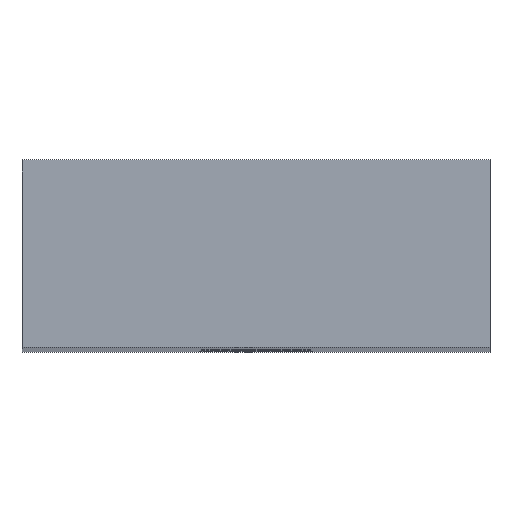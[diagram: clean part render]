
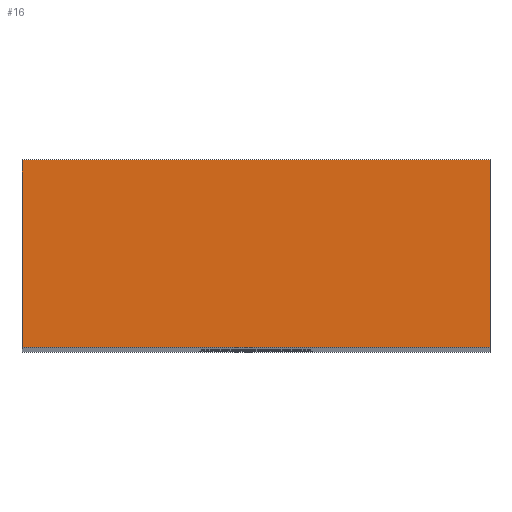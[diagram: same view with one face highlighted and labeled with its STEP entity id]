
A CAD part, top view. The second image highlights one B-rep face of the part: STEP entity #16.
In plain terms, the highlighted planar face has unit normal (0, 0, 1).
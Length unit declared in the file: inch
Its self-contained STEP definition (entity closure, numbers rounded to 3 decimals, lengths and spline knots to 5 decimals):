
#16 = ADVANCED_FACE ( 'NONE', ( #322 ), #203, .F. ) ;
#30 = VERTEX_POINT ( 'NONE', #64 ) ;
#62 = VERTEX_POINT ( 'NONE', #224 ) ;
#64 = CARTESIAN_POINT ( 'NONE',  ( 0.25, -0.1, 0. ) ) ;
#92 = CARTESIAN_POINT ( 'NONE',  ( 0.25, -0.1, 0. ) ) ;
#93 = DIRECTION ( 'NONE',  ( 0., -1., 0. ) ) ;
#114 = CARTESIAN_POINT ( 'NONE',  ( 0.25, 0.1, 0. ) ) ;
#132 = VERTEX_POINT ( 'NONE', #137 ) ;
#137 = CARTESIAN_POINT ( 'NONE',  ( -0.25, -0.1, 0. ) ) ;
#138 = DIRECTION ( 'NONE',  ( -1., 0., 0. ) ) ;
#142 = DIRECTION ( 'NONE',  ( 0., 0., -1. ) ) ;
#158 = DIRECTION ( 'NONE',  ( -1., 0., 0. ) ) ;
#159 = CARTESIAN_POINT ( 'NONE',  ( 0.25, 0.1, 0. ) ) ;
#165 = VERTEX_POINT ( 'NONE', #114 ) ;
#174 = DIRECTION ( 'NONE',  ( 0., 1., 0. ) ) ;
#187 = CARTESIAN_POINT ( 'NONE',  ( -0.25, 0.1, 0. ) ) ;
#200 = CARTESIAN_POINT ( 'NONE',  ( 0.25, 0.1, 0. ) ) ;
#202 = DIRECTION ( 'NONE',  ( 1., 0., 0. ) ) ;
#203 = PLANE ( 'NONE',  #515 ) ;
#206 = CARTESIAN_POINT ( 'NONE',  ( -0.25, -0.1, 0. ) ) ;
#224 = CARTESIAN_POINT ( 'NONE',  ( -0.25, 0.1, 0. ) ) ;
#260 = VECTOR ( 'NONE', #158, 39.37008 ) ;
#261 = LINE ( 'NONE', #159, #260 ) ;
#277 = LINE ( 'NONE', #200, #281 ) ;
#281 = VECTOR ( 'NONE', #174, 39.37008 ) ;
#301 = VECTOR ( 'NONE', #202, 39.37008 ) ;
#303 = LINE ( 'NONE', #187, #305 ) ;
#305 = VECTOR ( 'NONE', #93, 39.37008 ) ;
#308 = LINE ( 'NONE', #92, #301 ) ;
#322 = FACE_OUTER_BOUND ( 'NONE', #362, .T. ) ;
#362 = EDGE_LOOP ( 'NONE', ( #390, #422, #434, #424 ) ) ;
#390 = ORIENTED_EDGE ( 'NONE', *, *, #457, .T. ) ;
#422 = ORIENTED_EDGE ( 'NONE', *, *, #458, .T. ) ;
#424 = ORIENTED_EDGE ( 'NONE', *, *, #525, .T. ) ;
#434 = ORIENTED_EDGE ( 'NONE', *, *, #503, .T. ) ;
#457 = EDGE_CURVE ( 'NONE', #62, #132, #303, .T. ) ;
#458 = EDGE_CURVE ( 'NONE', #132, #30, #308, .T. ) ;
#503 = EDGE_CURVE ( 'NONE', #30, #165, #277, .T. ) ;
#515 = AXIS2_PLACEMENT_3D ( 'NONE', #206, #142, #138 ) ;
#525 = EDGE_CURVE ( 'NONE', #165, #62, #261, .T. ) ;
